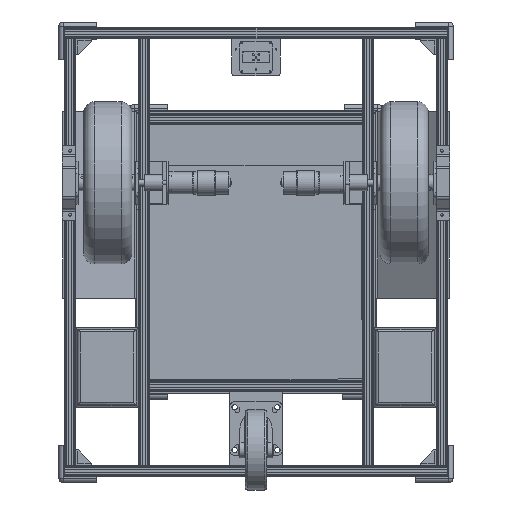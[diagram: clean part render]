
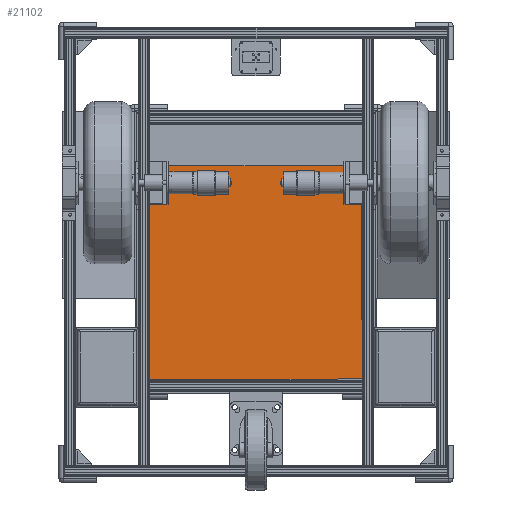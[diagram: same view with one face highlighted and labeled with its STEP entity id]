
A CAD part, front view. The second image highlights one B-rep face of the part: STEP entity #21102.
In plain terms, the highlighted face is planar.
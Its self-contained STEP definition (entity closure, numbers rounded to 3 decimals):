
#1585=PLANE('',#23453);
#2587=FACE_OUTER_BOUND('',#3939,.T.);
#3939=EDGE_LOOP('',(#18295,#18296,#18297,#18298));
#5942=LINE('',#34760,#8072);
#5945=LINE('',#34766,#8075);
#5948=LINE('',#34772,#8078);
#5951=LINE('',#34776,#8081);
#8072=VECTOR('',#28378,10.);
#8075=VECTOR('',#28383,10.);
#8078=VECTOR('',#28388,10.);
#8081=VECTOR('',#28393,10.);
#10736=VERTEX_POINT('',#34757);
#10737=VERTEX_POINT('',#34759);
#10739=VERTEX_POINT('',#34765);
#10741=VERTEX_POINT('',#34771);
#13333=EDGE_CURVE('',#10737,#10736,#5942,.T.);
#13336=EDGE_CURVE('',#10739,#10737,#5945,.T.);
#13339=EDGE_CURVE('',#10741,#10739,#5948,.T.);
#13342=EDGE_CURVE('',#10736,#10741,#5951,.T.);
#18295=ORIENTED_EDGE('',*,*,#13342,.T.);
#18296=ORIENTED_EDGE('',*,*,#13339,.T.);
#18297=ORIENTED_EDGE('',*,*,#13336,.T.);
#18298=ORIENTED_EDGE('',*,*,#13333,.T.);
#21102=ADVANCED_FACE('',(#2587),#1585,.T.);
#23453=AXIS2_PLACEMENT_3D('',#34777,#28394,#28395);
#28378=DIRECTION('',(0.,-1.,0.));
#28383=DIRECTION('',(-1.,0.,0.));
#28388=DIRECTION('',(0.,1.,0.));
#28393=DIRECTION('',(1.,0.,0.));
#28394=DIRECTION('center_axis',(0.,0.,1.));
#28395=DIRECTION('ref_axis',(1.,0.,0.));
#34757=CARTESIAN_POINT('',(0.,0.,3.));
#34759=CARTESIAN_POINT('',(0.,400.,3.));
#34760=CARTESIAN_POINT('',(0.,400.,3.));
#34765=CARTESIAN_POINT('',(400.,400.,3.));
#34766=CARTESIAN_POINT('',(400.,400.,3.));
#34771=CARTESIAN_POINT('',(400.,0.,3.));
#34772=CARTESIAN_POINT('',(400.,0.,3.));
#34776=CARTESIAN_POINT('',(0.,0.,3.));
#34777=CARTESIAN_POINT('Origin',(200.,200.,3.));
